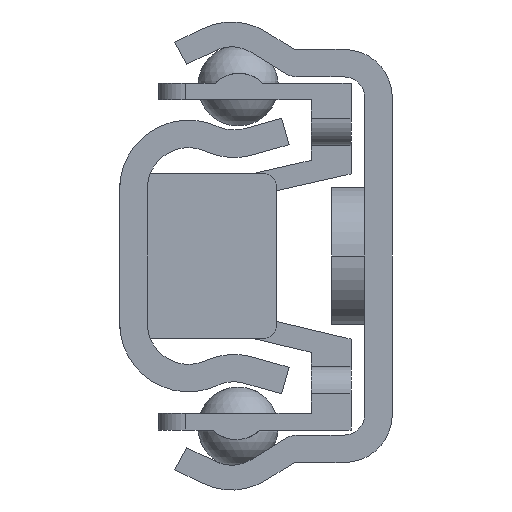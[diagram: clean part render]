
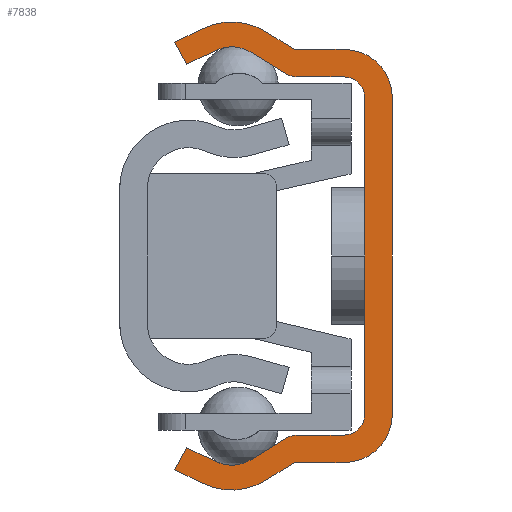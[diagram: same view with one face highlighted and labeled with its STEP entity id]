
A CAD part, front view. The second image highlights one B-rep face of the part: STEP entity #7838.
In plain terms, the highlighted planar face has unit normal (0, -1, 0).
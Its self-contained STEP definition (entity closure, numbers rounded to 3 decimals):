
#7011=CARTESIAN_POINT('',(1.921,0.,-5.75));
#7012=DIRECTION('',(0.,1.,0.));
#7013=DIRECTION('',(1.,0.,0.));
#7014=AXIS2_PLACEMENT_3D('',#7011,#7012,#7013);
#7016=DIRECTION('',(-1.,0.,0.));
#7017=VECTOR('',#7016,1.804);
#7018=CARTESIAN_POINT('',(1.921,0.,-7.5));
#7019=LINE('',#7018,#7017);
#7020=DIRECTION('',(-0.85,0.,-0.527));
#7021=VECTOR('',#7020,1.23);
#7022=CARTESIAN_POINT('',(0.116,0.,-7.5));
#7023=LINE('',#7022,#7021);
#7024=CARTESIAN_POINT('',(-2.167,0.,-6.15));
#7025=DIRECTION('',(0.,1.,0.));
#7026=DIRECTION('',(0.527,0.,-0.85));
#7027=AXIS2_PLACEMENT_3D('',#7024,#7025,#7026);
#7029=DIRECTION('',(-0.899,0.,0.438));
#7030=VECTOR('',#7029,1.15);
#7031=CARTESIAN_POINT('',(-3.195,0.,-8.263));
#7032=LINE('',#7031,#7030);
#7033=DIRECTION('',(0.479,0.,0.878));
#7034=VECTOR('',#7033,0.914);
#7035=CARTESIAN_POINT('',(-4.229,0.,-7.76));
#7036=LINE('',#7035,#7034);
#7037=DIRECTION('',(0.899,0.,-0.438));
#7038=VECTOR('',#7037,1.15);
#7039=CARTESIAN_POINT('',(-3.791,0.,-6.957));
#7040=LINE('',#7039,#7038);
#7041=CARTESIAN_POINT('',(-2.167,0.,-6.246));
#7042=DIRECTION('',(0.,-1.,0.));
#7043=DIRECTION('',(-0.438,0.,-0.899));
#7044=AXIS2_PLACEMENT_3D('',#7041,#7042,#7043);
#7046=DIRECTION('',(0.85,0.,0.527));
#7047=VECTOR('',#7046,1.413);
#7048=CARTESIAN_POINT('',(-1.456,0.,-7.394));
#7049=LINE('',#7048,#7047);
#7050=CARTESIAN_POINT('',(0.272,0.,-7.5));
#7051=DIRECTION('',(0.,1.,0.));
#7052=DIRECTION('',(-0.527,0.,0.85));
#7053=AXIS2_PLACEMENT_3D('',#7050,#7051,#7052);
#7055=DIRECTION('',(1.,0.,0.));
#7056=VECTOR('',#7055,1.649);
#7057=CARTESIAN_POINT('',(0.272,0.,-6.5));
#7058=LINE('',#7057,#7056);
#7059=CARTESIAN_POINT('',(1.921,0.,-5.75));
#7060=DIRECTION('',(0.,-1.,0.));
#7061=DIRECTION('',(0.,0.,-1.));
#7062=AXIS2_PLACEMENT_3D('',#7059,#7060,#7061);
#7064=CARTESIAN_POINT('',(1.921,0.,5.75));
#7065=DIRECTION('',(0.,-1.,0.));
#7066=DIRECTION('',(1.,0.,0.));
#7067=AXIS2_PLACEMENT_3D('',#7064,#7065,#7066);
#7069=DIRECTION('',(-1.,0.,0.));
#7070=VECTOR('',#7069,1.649);
#7071=CARTESIAN_POINT('',(1.921,0.,6.5));
#7072=LINE('',#7071,#7070);
#7073=CARTESIAN_POINT('',(0.272,0.,7.5));
#7074=DIRECTION('',(0.,1.,0.));
#7075=DIRECTION('',(0.,0.,-1.));
#7076=AXIS2_PLACEMENT_3D('',#7073,#7074,#7075);
#7078=DIRECTION('',(-0.85,0.,0.527));
#7079=VECTOR('',#7078,1.413);
#7080=CARTESIAN_POINT('',(-0.255,0.,6.65));
#7081=LINE('',#7080,#7079);
#7082=CARTESIAN_POINT('',(-2.167,0.,6.246));
#7083=DIRECTION('',(0.,-1.,0.));
#7084=DIRECTION('',(0.527,0.,0.85));
#7085=AXIS2_PLACEMENT_3D('',#7082,#7083,#7084);
#7087=DIRECTION('',(-0.899,0.,-0.438));
#7088=VECTOR('',#7087,1.15);
#7089=CARTESIAN_POINT('',(-2.757,0.,7.46));
#7090=LINE('',#7089,#7088);
#7091=DIRECTION('',(-0.479,0.,0.878));
#7092=VECTOR('',#7091,0.914);
#7093=CARTESIAN_POINT('',(-3.791,0.,6.957));
#7094=LINE('',#7093,#7092);
#7095=DIRECTION('',(0.899,0.,0.438));
#7096=VECTOR('',#7095,1.15);
#7097=CARTESIAN_POINT('',(-4.229,0.,7.76));
#7098=LINE('',#7097,#7096);
#7099=CARTESIAN_POINT('',(-2.167,0.,6.15));
#7100=DIRECTION('',(0.,1.,0.));
#7101=DIRECTION('',(-0.438,0.,0.899));
#7102=AXIS2_PLACEMENT_3D('',#7099,#7100,#7101);
#7104=DIRECTION('',(0.85,0.,-0.527));
#7105=VECTOR('',#7104,1.23);
#7106=CARTESIAN_POINT('',(-0.929,0.,8.148));
#7107=LINE('',#7106,#7105);
#7108=DIRECTION('',(1.,0.,0.));
#7109=VECTOR('',#7108,1.804);
#7110=CARTESIAN_POINT('',(0.116,0.,7.5));
#7111=LINE('',#7110,#7109);
#7112=CARTESIAN_POINT('',(1.921,0.,5.75));
#7113=DIRECTION('',(0.,1.,0.));
#7114=DIRECTION('',(0.,0.,1.));
#7115=AXIS2_PLACEMENT_3D('',#7112,#7113,#7114);
#7135=DIRECTION('',(0.,0.,1.));
#7136=VECTOR('',#7135,11.5);
#7137=CARTESIAN_POINT('',(3.671,0.,-5.75));
#7138=LINE('',#7137,#7136);
#7209=DIRECTION('',(0.,0.,-1.));
#7210=VECTOR('',#7209,11.5);
#7211=CARTESIAN_POINT('',(2.671,0.,5.75));
#7212=LINE('',#7211,#7210);
#7603=CARTESIAN_POINT('',(3.671,0.,-5.75));
#7604=CARTESIAN_POINT('',(1.921,0.,-7.5));
#7605=VERTEX_POINT('',#7603);
#7606=VERTEX_POINT('',#7604);
#7607=CARTESIAN_POINT('',(0.116,0.,-7.5));
#7608=VERTEX_POINT('',#7607);
#7609=CARTESIAN_POINT('',(-0.929,0.,-8.148));
#7610=VERTEX_POINT('',#7609);
#7611=CARTESIAN_POINT('',(-3.195,0.,-8.263));
#7612=VERTEX_POINT('',#7611);
#7613=CARTESIAN_POINT('',(-4.229,0.,-7.76));
#7614=VERTEX_POINT('',#7613);
#7615=CARTESIAN_POINT('',(-3.791,0.,-6.957));
#7616=VERTEX_POINT('',#7615);
#7617=CARTESIAN_POINT('',(-2.757,0.,-7.46));
#7618=VERTEX_POINT('',#7617);
#7619=CARTESIAN_POINT('',(-1.456,0.,-7.394));
#7620=VERTEX_POINT('',#7619);
#7621=CARTESIAN_POINT('',(-0.255,0.,-6.65));
#7622=VERTEX_POINT('',#7621);
#7623=CARTESIAN_POINT('',(0.272,0.,-6.5));
#7624=VERTEX_POINT('',#7623);
#7625=CARTESIAN_POINT('',(1.921,0.,-6.5));
#7626=VERTEX_POINT('',#7625);
#7627=CARTESIAN_POINT('',(2.671,0.,-5.75));
#7628=VERTEX_POINT('',#7627);
#7629=CARTESIAN_POINT('',(2.671,0.,5.75));
#7630=CARTESIAN_POINT('',(1.921,0.,6.5));
#7631=VERTEX_POINT('',#7629);
#7632=VERTEX_POINT('',#7630);
#7633=CARTESIAN_POINT('',(0.272,0.,6.5));
#7634=VERTEX_POINT('',#7633);
#7635=CARTESIAN_POINT('',(-0.255,0.,6.65));
#7636=VERTEX_POINT('',#7635);
#7637=CARTESIAN_POINT('',(-1.456,0.,7.394));
#7638=VERTEX_POINT('',#7637);
#7639=CARTESIAN_POINT('',(-2.757,0.,7.46));
#7640=VERTEX_POINT('',#7639);
#7641=CARTESIAN_POINT('',(-3.791,0.,6.957));
#7642=VERTEX_POINT('',#7641);
#7643=CARTESIAN_POINT('',(-4.229,0.,7.76));
#7644=VERTEX_POINT('',#7643);
#7645=CARTESIAN_POINT('',(-3.195,0.,8.263));
#7646=VERTEX_POINT('',#7645);
#7647=CARTESIAN_POINT('',(-0.929,0.,8.148));
#7648=VERTEX_POINT('',#7647);
#7649=CARTESIAN_POINT('',(0.116,0.,7.5));
#7650=VERTEX_POINT('',#7649);
#7651=CARTESIAN_POINT('',(1.921,0.,7.5));
#7652=VERTEX_POINT('',#7651);
#7653=CARTESIAN_POINT('',(3.671,0.,5.75));
#7654=VERTEX_POINT('',#7653);
#7779=CARTESIAN_POINT('',(0.,0.,0.));
#7780=DIRECTION('',(0.,1.,0.));
#7781=DIRECTION('',(1.,0.,0.));
#7782=AXIS2_PLACEMENT_3D('',#7779,#7780,#7781);
#7783=PLANE('',#7782);
#7785=ORIENTED_EDGE('',*,*,#7784,.T.);
#7787=ORIENTED_EDGE('',*,*,#7786,.T.);
#7789=ORIENTED_EDGE('',*,*,#7788,.T.);
#7791=ORIENTED_EDGE('',*,*,#7790,.T.);
#7793=ORIENTED_EDGE('',*,*,#7792,.T.);
#7795=ORIENTED_EDGE('',*,*,#7794,.T.);
#7797=ORIENTED_EDGE('',*,*,#7796,.T.);
#7799=ORIENTED_EDGE('',*,*,#7798,.T.);
#7801=ORIENTED_EDGE('',*,*,#7800,.T.);
#7803=ORIENTED_EDGE('',*,*,#7802,.T.);
#7805=ORIENTED_EDGE('',*,*,#7804,.T.);
#7807=ORIENTED_EDGE('',*,*,#7806,.T.);
#7809=ORIENTED_EDGE('',*,*,#7808,.F.);
#7811=ORIENTED_EDGE('',*,*,#7810,.T.);
#7813=ORIENTED_EDGE('',*,*,#7812,.T.);
#7815=ORIENTED_EDGE('',*,*,#7814,.T.);
#7817=ORIENTED_EDGE('',*,*,#7816,.T.);
#7819=ORIENTED_EDGE('',*,*,#7818,.T.);
#7821=ORIENTED_EDGE('',*,*,#7820,.T.);
#7823=ORIENTED_EDGE('',*,*,#7822,.T.);
#7825=ORIENTED_EDGE('',*,*,#7824,.T.);
#7827=ORIENTED_EDGE('',*,*,#7826,.T.);
#7829=ORIENTED_EDGE('',*,*,#7828,.T.);
#7831=ORIENTED_EDGE('',*,*,#7830,.T.);
#7833=ORIENTED_EDGE('',*,*,#7832,.T.);
#7835=ORIENTED_EDGE('',*,*,#7834,.F.);
#7836=EDGE_LOOP('',(#7785,#7787,#7789,#7791,#7793,#7795,#7797,#7799,#7801,#7803,
#7805,#7807,#7809,#7811,#7813,#7815,#7817,#7819,#7821,#7823,#7825,#7827,#7829,
#7831,#7833,#7835));
#7837=FACE_OUTER_BOUND('',#7836,.F.);
#7838=ADVANCED_FACE('',(#7837),#7783,.F.);
#7015=CIRCLE('',#7014,1.75);
#7028=CIRCLE('',#7027,2.35);
#7045=CIRCLE('',#7044,1.35);
#7054=CIRCLE('',#7053,1.);
#7063=CIRCLE('',#7062,0.75);
#7068=CIRCLE('',#7067,0.75);
#7077=CIRCLE('',#7076,1.);
#7086=CIRCLE('',#7085,1.35);
#7103=CIRCLE('',#7102,2.35);
#7116=CIRCLE('',#7115,1.75);
#7784=EDGE_CURVE('',#7605,#7606,#7015,.T.);
#7786=EDGE_CURVE('',#7606,#7608,#7019,.T.);
#7788=EDGE_CURVE('',#7608,#7610,#7023,.T.);
#7790=EDGE_CURVE('',#7610,#7612,#7028,.T.);
#7792=EDGE_CURVE('',#7612,#7614,#7032,.T.);
#7794=EDGE_CURVE('',#7614,#7616,#7036,.T.);
#7796=EDGE_CURVE('',#7616,#7618,#7040,.T.);
#7798=EDGE_CURVE('',#7618,#7620,#7045,.T.);
#7800=EDGE_CURVE('',#7620,#7622,#7049,.T.);
#7802=EDGE_CURVE('',#7622,#7624,#7054,.T.);
#7804=EDGE_CURVE('',#7624,#7626,#7058,.T.);
#7806=EDGE_CURVE('',#7626,#7628,#7063,.T.);
#7808=EDGE_CURVE('',#7631,#7628,#7212,.T.);
#7810=EDGE_CURVE('',#7631,#7632,#7068,.T.);
#7812=EDGE_CURVE('',#7632,#7634,#7072,.T.);
#7814=EDGE_CURVE('',#7634,#7636,#7077,.T.);
#7816=EDGE_CURVE('',#7636,#7638,#7081,.T.);
#7818=EDGE_CURVE('',#7638,#7640,#7086,.T.);
#7820=EDGE_CURVE('',#7640,#7642,#7090,.T.);
#7822=EDGE_CURVE('',#7642,#7644,#7094,.T.);
#7824=EDGE_CURVE('',#7644,#7646,#7098,.T.);
#7826=EDGE_CURVE('',#7646,#7648,#7103,.T.);
#7828=EDGE_CURVE('',#7648,#7650,#7107,.T.);
#7830=EDGE_CURVE('',#7650,#7652,#7111,.T.);
#7832=EDGE_CURVE('',#7652,#7654,#7116,.T.);
#7834=EDGE_CURVE('',#7605,#7654,#7138,.T.);
